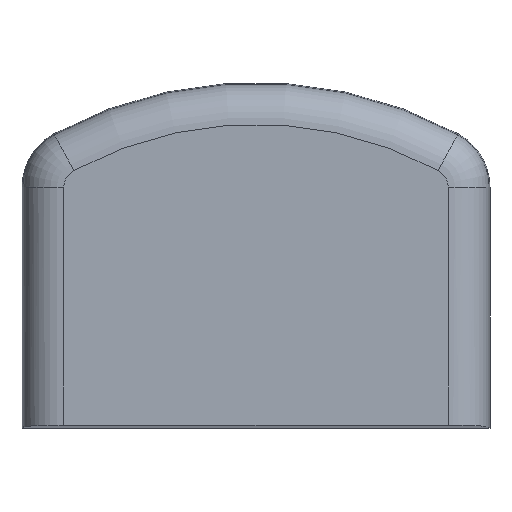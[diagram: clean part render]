
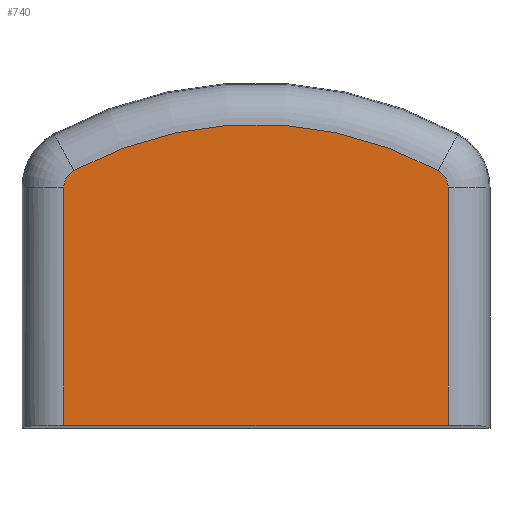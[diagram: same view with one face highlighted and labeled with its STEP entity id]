
A CAD part, top view. The second image highlights one B-rep face of the part: STEP entity #740.
In plain terms, the highlighted planar face has unit normal (0, 0, 1).
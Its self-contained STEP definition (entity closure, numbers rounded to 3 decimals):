
#37 = CIRCLE ( 'NONE', #1113, 18.745 ) ;
#54 = DIRECTION ( 'NONE',  ( 0., 0., 1. ) ) ;
#81 = CARTESIAN_POINT ( 'NONE',  ( -9.445, 0.157, 3. ) ) ;
#101 = VERTEX_POINT ( 'NONE', #1233 ) ;
#114 = CARTESIAN_POINT ( 'NONE',  ( -9.445, 11.839, 3. ) ) ;
#137 = DIRECTION ( 'NONE',  ( -1., 0., 0. ) ) ;
#169 = VERTEX_POINT ( 'NONE', #1814 ) ;
#180 = EDGE_CURVE ( 'NONE', #655, #846, #1668, .T. ) ;
#195 = DIRECTION ( 'NONE',  ( 1., 0., 0. ) ) ;
#212 = VECTOR ( 'NONE', #195, 1000. ) ;
#217 = EDGE_CURVE ( 'NONE', #101, #1674, #1398, .T. ) ;
#306 = CIRCLE ( 'NONE', #1171, 0.945 ) ;
#337 = CARTESIAN_POINT ( 'NONE',  ( 8.5, 0.157, 3. ) ) ;
#376 = ORIENTED_EDGE ( 'NONE', *, *, #471, .T. ) ;
#423 = VECTOR ( 'NONE', #798, 1000. ) ;
#435 = DIRECTION ( 'NONE',  ( 0., 0., 1. ) ) ;
#471 = EDGE_CURVE ( 'NONE', #1674, #655, #1041, .T. ) ;
#524 = CARTESIAN_POINT ( 'NONE',  ( 8.951, 12.67, 3. ) ) ;
#552 = CARTESIAN_POINT ( 'NONE',  ( 9.445, 0.157, 3. ) ) ;
#568 = DIRECTION ( 'NONE',  ( 0., 0., -1. ) ) ;
#584 = ORIENTED_EDGE ( 'NONE', *, *, #1244, .T. ) ;
#606 = AXIS2_PLACEMENT_3D ( 'NONE', #863, #435, #137 ) ;
#629 = EDGE_CURVE ( 'NONE', #169, #101, #306, .T. ) ;
#655 = VERTEX_POINT ( 'NONE', #552 ) ;
#682 = ORIENTED_EDGE ( 'NONE', *, *, #180, .T. ) ;
#689 = CARTESIAN_POINT ( 'NONE',  ( -8.5, 11.839, 3. ) ) ;
#709 = DIRECTION ( 'NONE',  ( -1., 0., 0. ) ) ;
#740 = ADVANCED_FACE ( 'NONE', ( #857 ), #1431, .F. ) ;
#759 = AXIS2_PLACEMENT_3D ( 'NONE', #1415, #568, #709 ) ;
#776 = ORIENTED_EDGE ( 'NONE', *, *, #217, .T. ) ;
#798 = DIRECTION ( 'NONE',  ( 0., 1., 0. ) ) ;
#819 = ORIENTED_EDGE ( 'NONE', *, *, #1104, .T. ) ;
#846 = VERTEX_POINT ( 'NONE', #1166 ) ;
#857 = FACE_OUTER_BOUND ( 'NONE', #1283, .T. ) ;
#863 = CARTESIAN_POINT ( 'NONE',  ( 8.5, 11.839, 3. ) ) ;
#870 = VECTOR ( 'NONE', #1261, 1000. ) ;
#961 = CIRCLE ( 'NONE', #606, 0.945 ) ;
#1041 = LINE ( 'NONE', #337, #212 ) ;
#1104 = EDGE_CURVE ( 'NONE', #846, #1731, #961, .T. ) ;
#1113 = AXIS2_PLACEMENT_3D ( 'NONE', #1337, #54, #1605 ) ;
#1128 = DIRECTION ( 'NONE',  ( 0., 0., 1. ) ) ;
#1166 = CARTESIAN_POINT ( 'NONE',  ( 9.445, 11.839, 3. ) ) ;
#1171 = AXIS2_PLACEMENT_3D ( 'NONE', #689, #1128, #1551 ) ;
#1233 = CARTESIAN_POINT ( 'NONE',  ( -9.445, 11.839, 3. ) ) ;
#1244 = EDGE_CURVE ( 'NONE', #1731, #169, #37, .T. ) ;
#1252 = ORIENTED_EDGE ( 'NONE', *, *, #629, .T. ) ;
#1261 = DIRECTION ( 'NONE',  ( 0., -1., 0. ) ) ;
#1283 = EDGE_LOOP ( 'NONE', ( #376, #682, #819, #584, #1252, #776 ) ) ;
#1337 = CARTESIAN_POINT ( 'NONE',  ( 0., -3.8, 3. ) ) ;
#1361 = CARTESIAN_POINT ( 'NONE',  ( 9.445, 11.839, 3. ) ) ;
#1398 = LINE ( 'NONE', #114, #870 ) ;
#1415 = CARTESIAN_POINT ( 'NONE',  ( 8.5, 11.839, 3. ) ) ;
#1431 = PLANE ( 'NONE',  #759 ) ;
#1551 = DIRECTION ( 'NONE',  ( -1., 0., 0. ) ) ;
#1605 = DIRECTION ( 'NONE',  ( -1., 0., 0. ) ) ;
#1668 = LINE ( 'NONE', #1361, #423 ) ;
#1674 = VERTEX_POINT ( 'NONE', #81 ) ;
#1731 = VERTEX_POINT ( 'NONE', #524 ) ;
#1814 = CARTESIAN_POINT ( 'NONE',  ( -8.951, 12.67, 3. ) ) ;
